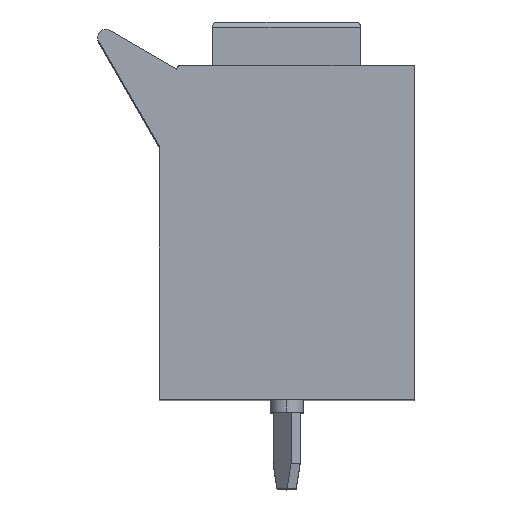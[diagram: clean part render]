
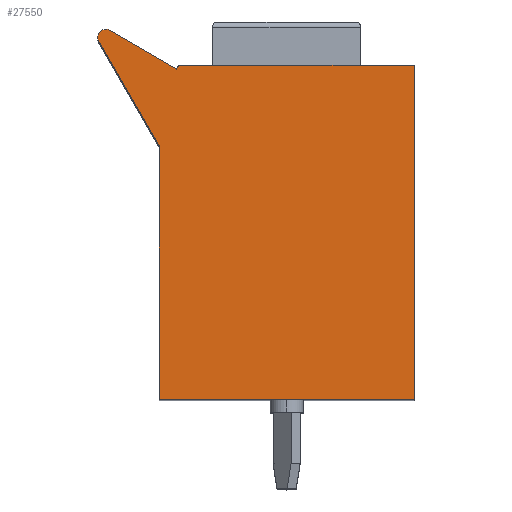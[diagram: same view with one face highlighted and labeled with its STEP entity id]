
A CAD part, top view. The second image highlights one B-rep face of the part: STEP entity #27550.
In plain terms, the highlighted face is planar.
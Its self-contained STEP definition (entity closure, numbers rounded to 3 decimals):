
#26780=CARTESIAN_POINT('',(-2.5,
   13.1,8.162));
#26790=DIRECTION('',(-1.,0.,
   0.));
#26800=DIRECTION('',(0.,0.,
   -1.));
#26810=AXIS2_PLACEMENT_3D('',#26780,#26790,#26800);
#26820=PLANE('',#26810);
#26830=CARTESIAN_POINT('',(-2.5,
   4.4,-5.));
#26840=DIRECTION('',(0.,1.,
   0.));
#26850=VECTOR('',#26840,1.);
#26860=LINE('',#26830,#26850);
#26870=CARTESIAN_POINT('',(-2.5,
   0.,-5.));
#26880=VERTEX_POINT('',#26870);
#26890=CARTESIAN_POINT('',(-2.5,
   9.947,-5.));
#26900=VERTEX_POINT('',#26890);
#26910=EDGE_CURVE('',#26880,#26900,#26860,.T.);
#26920=ORIENTED_EDGE('',*,*,#26910,.F.);
#26930=CARTESIAN_POINT('',(-2.5,
   0.077,0.699));
#26940=DIRECTION('',(0.,-0.866,
   0.5));
#26950=VECTOR('',#26940,1.);
#26960=LINE('',#26930,#26950);
#26970=CARTESIAN_POINT('',(-2.5,
   14.029,-7.356));
#26980=VERTEX_POINT('',#26970);
#26990=EDGE_CURVE('',#26980,#26900,#26960,.T.);
#27000=ORIENTED_EDGE('',*,*,#26990,.T.);
#27010=CARTESIAN_POINT('',(-2.5,
   14.191,-7.075));
#27020=DIRECTION('',(-1.,0.,
   0.));
#27030=DIRECTION('',(0.,0.,
   -1.));
#27040=AXIS2_PLACEMENT_3D('',#27010,#27020,#27030);
#27050=CIRCLE('',#27040,0.325);
#27060=CARTESIAN_POINT('',(-2.5,
   14.191,-7.4));
#27070=VERTEX_POINT('',#27060);
#27080=EDGE_CURVE('',#27070,#26980,#27050,.T.);
#27090=ORIENTED_EDGE('',*,*,#27080,.T.);
#27100=CARTESIAN_POINT('',(-2.5,
   14.507,-6.996));
#27110=VERTEX_POINT('',#27100);
#27120=EDGE_CURVE('',#27110,#27070,#27050,.T.);
#27130=ORIENTED_EDGE('',*,*,#27120,.T.);
#27140=CARTESIAN_POINT('',(-2.5,
   5.416,8.748));
#27150=DIRECTION('',(0.,0.5,
   -0.866));
#27160=VECTOR('',#27150,1.);
#27170=LINE('',#27140,#27160);
#27180=CARTESIAN_POINT('',(-2.5,
   12.95,-4.3));
#27190=VERTEX_POINT('',#27180);
#27200=EDGE_CURVE('',#27190,#27110,#27170,.T.);
#27210=ORIENTED_EDGE('',*,*,#27200,.T.);
#27220=CARTESIAN_POINT('',(-2.5,
   12.95,-4.15));
#27230=DIRECTION('',(1.,0.,
   0.));
#27240=DIRECTION('',(0.,0.,
   1.));
#27250=AXIS2_PLACEMENT_3D('',#27220,#27230,#27240);
#27260=CIRCLE('',#27250,0.15);
#27270=CARTESIAN_POINT('',(-2.5,
   13.1,-4.15));
#27280=VERTEX_POINT('',#27270);
#27290=EDGE_CURVE('',#27190,#27280,#27260,.T.);
#27300=ORIENTED_EDGE('',*,*,#27290,.F.);
#27310=CARTESIAN_POINT('',(-2.5,
   13.1,8.162));
#27320=DIRECTION('',(0.,0.,
   -1.));
#27330=VECTOR('',#27320,1.);
#27340=LINE('',#27310,#27330);
#27350=CARTESIAN_POINT('',(-2.5,
   13.1,5.));
#27360=VERTEX_POINT('',#27350);
#27370=EDGE_CURVE('',#27360,#27280,#27340,.T.);
#27380=ORIENTED_EDGE('',*,*,#27370,.T.);
#27390=CARTESIAN_POINT('',(-2.5,
   4.4,5.));
#27400=DIRECTION('',(0.,1.,
   0.));
#27410=VECTOR('',#27400,1.);
#27420=LINE('',#27390,#27410);
#27430=CARTESIAN_POINT('',(-2.5,
   0.,5.));
#27440=VERTEX_POINT('',#27430);
#27450=EDGE_CURVE('',#27440,#27360,#27420,.T.);
#27460=ORIENTED_EDGE('',*,*,#27450,.T.);
#27470=CARTESIAN_POINT('',(-2.5,
   0.,8.162));
#27480=DIRECTION('',(0.,0.,
   1.));
#27490=VECTOR('',#27480,1.);
#27500=LINE('',#27470,#27490);
#27510=EDGE_CURVE('',#26880,#27440,#27500,.T.);
#27520=ORIENTED_EDGE('',*,*,#27510,.T.);
#27530=EDGE_LOOP('',(#27520,#27460,#27380,#27300,#27210,#27130,#27090,
   #27000,#26920));
#27540=FACE_OUTER_BOUND('',#27530,.T.);
#27550=ADVANCED_FACE('',(#27540),#26820,.T.);
